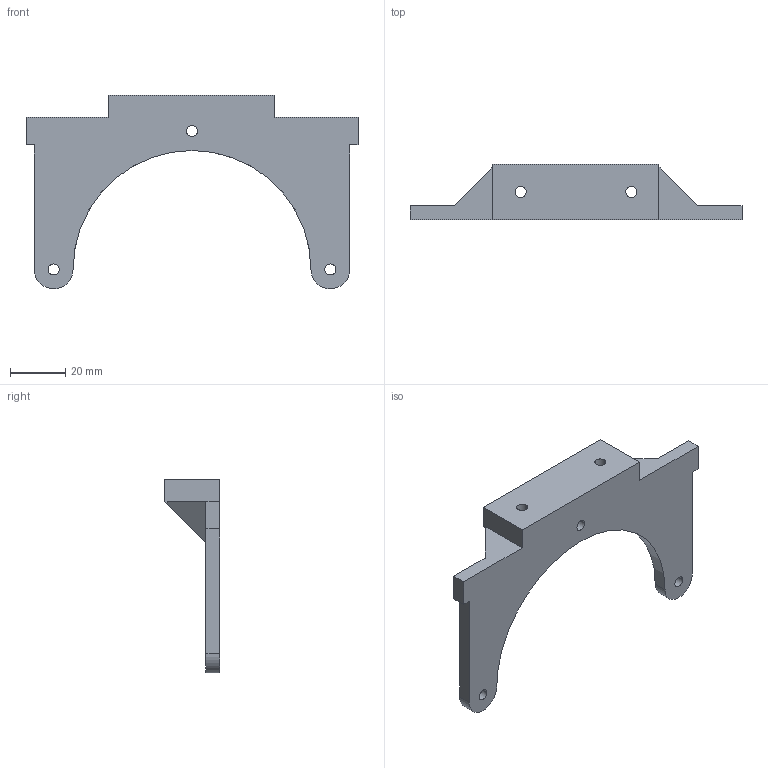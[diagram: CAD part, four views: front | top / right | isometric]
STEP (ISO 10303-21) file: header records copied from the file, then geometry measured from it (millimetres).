
FILE_DESCRIPTION((''),'2;1');
FILE_NAME('OBMP-TCU-1161','2023-10-09T18:05:21',('ccha425'),('Department of Mechanical Engineering, The University of Auckland'),'CREO PARAMETRIC BY PTC INC, 2017260','CREO PARAMETRIC BY PTC INC, 2017260','');
FILE_SCHEMA(('CONFIG_CONTROL_DESIGN'));
Length unit declared in the file: millimetre
Products named in the file (1): OBMP-TCU-1161
Bounding box: 120 x 20 x 70 mm (x, y, z)
Volume: 33054.9 mm3; surface area: 13418.2 mm2
Topology: 1 solids, 1 shells, 40 faces, 112 edges, 74 vertices
Faces by surface type: plane 21, cylinder 19
Entity records: 1413 total; most frequent: CARTESIAN_POINT 304, ORIENTED_EDGE 224, DIRECTION 218, EDGE_CURVE 112, AXIS2_PLACEMENT_3D 75, VERTEX_POINT 74, VECTOR 68, LINE 68
